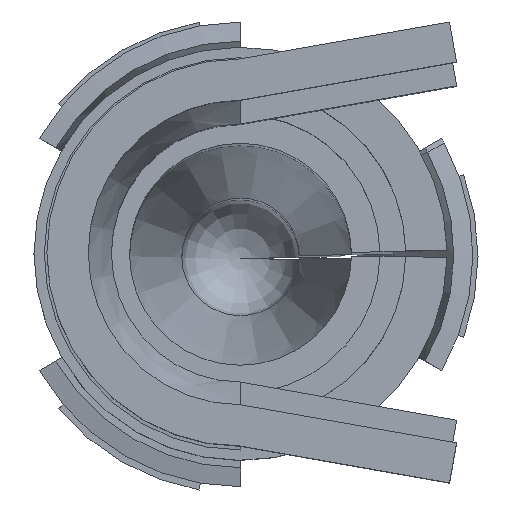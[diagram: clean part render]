
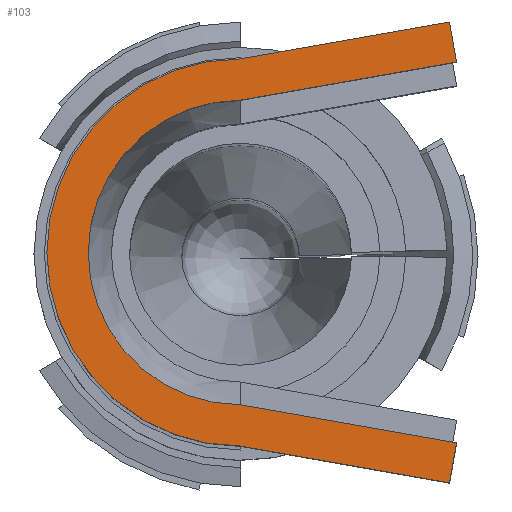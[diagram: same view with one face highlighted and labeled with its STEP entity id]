
A CAD part, top view. The second image highlights one B-rep face of the part: STEP entity #103.
In plain terms, the highlighted planar face has unit normal (0, 0, 1).
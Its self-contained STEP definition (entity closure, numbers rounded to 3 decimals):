
#35=AXIS2_PLACEMENT_3D('Plane Axis2P3D',#32,#33,#34) ;
#39=AXIS2_PLACEMENT_3D('Circle Axis2P3D',#37,#38,$) ;
#69=AXIS2_PLACEMENT_3D('Circle Axis2P3D',#67,#68,$) ;
#32=CARTESIAN_POINT('Axis2P3D Location',(1.6,3.312,27.2)) ;
#37=CARTESIAN_POINT('Axis2P3D Location',(1.6,1.812,27.2)) ;
#41=CARTESIAN_POINT('Vertex',(1.6,2.992,27.2)) ;
#43=CARTESIAN_POINT('Vertex',(1.6,0.632,27.2)) ;
#46=CARTESIAN_POINT('Line Origine',(2.437,3.14,27.2)) ;
#50=CARTESIAN_POINT('Vertex',(3.274,3.287,27.2)) ;
#53=CARTESIAN_POINT('Line Origine',(3.247,3.442,27.2)) ;
#57=CARTESIAN_POINT('Vertex',(3.219,3.598,27.2)) ;
#60=CARTESIAN_POINT('Line Origine',(2.41,3.455,27.2)) ;
#64=CARTESIAN_POINT('Vertex',(1.6,3.312,27.2)) ;
#67=CARTESIAN_POINT('Axis2P3D Location',(1.6,1.812,27.2)) ;
#71=CARTESIAN_POINT('Vertex',(1.6,0.312,27.2)) ;
#74=CARTESIAN_POINT('Line Origine',(2.41,0.169,27.2)) ;
#78=CARTESIAN_POINT('Vertex',(3.219,0.026,27.2)) ;
#81=CARTESIAN_POINT('Line Origine',(3.247,0.182,27.2)) ;
#85=CARTESIAN_POINT('Vertex',(3.274,0.337,27.2)) ;
#88=CARTESIAN_POINT('Line Origine',(2.437,0.484,27.2)) ;
#33=DIRECTION('Axis2P3D Direction',(0.,-0.,1.)) ;
#34=DIRECTION('Axis2P3D XDirection',(0.,1.,0.)) ;
#38=DIRECTION('Axis2P3D Direction',(0.,-0.,1.)) ;
#47=DIRECTION('Vector Direction',(0.985,0.174,0.)) ;
#54=DIRECTION('Vector Direction',(-0.174,0.985,0.)) ;
#61=DIRECTION('Vector Direction',(0.985,0.174,0.)) ;
#68=DIRECTION('Axis2P3D Direction',(0.,-0.,1.)) ;
#75=DIRECTION('Vector Direction',(0.985,-0.174,0.)) ;
#82=DIRECTION('Vector Direction',(-0.174,-0.985,0.)) ;
#89=DIRECTION('Vector Direction',(0.985,-0.174,0.)) ;
#48=VECTOR('Line Direction',#47,1.) ;
#55=VECTOR('Line Direction',#54,1.) ;
#62=VECTOR('Line Direction',#61,1.) ;
#76=VECTOR('Line Direction',#75,1.) ;
#83=VECTOR('Line Direction',#82,1.) ;
#90=VECTOR('Line Direction',#89,1.) ;
#94=ORIENTED_EDGE('',*,*,#45,.F.) ;
#95=ORIENTED_EDGE('',*,*,#52,.T.) ;
#96=ORIENTED_EDGE('',*,*,#59,.T.) ;
#97=ORIENTED_EDGE('',*,*,#66,.F.) ;
#98=ORIENTED_EDGE('',*,*,#73,.T.) ;
#99=ORIENTED_EDGE('',*,*,#80,.T.) ;
#100=ORIENTED_EDGE('',*,*,#87,.F.) ;
#101=ORIENTED_EDGE('',*,*,#92,.F.) ;
#103=ADVANCED_FACE('_CS 1.6E lang_NAUO1',(#102),#36,.T.) ;
#40=CIRCLE('generated circle',#39,1.18) ;
#70=CIRCLE('generated circle',#69,1.5) ;
#45=EDGE_CURVE('',#42,#44,#40,.T.) ;
#52=EDGE_CURVE('',#42,#51,#49,.T.) ;
#59=EDGE_CURVE('',#51,#58,#56,.T.) ;
#66=EDGE_CURVE('',#65,#58,#63,.T.) ;
#73=EDGE_CURVE('',#65,#72,#70,.T.) ;
#80=EDGE_CURVE('',#72,#79,#77,.T.) ;
#87=EDGE_CURVE('',#86,#79,#84,.T.) ;
#92=EDGE_CURVE('',#44,#86,#91,.T.) ;
#93=EDGE_LOOP('',(#94,#95,#96,#97,#98,#99,#100,#101)) ;
#102=FACE_OUTER_BOUND('',#93,.T.) ;
#49=LINE('Line',#46,#48) ;
#56=LINE('Line',#53,#55) ;
#63=LINE('Line',#60,#62) ;
#77=LINE('Line',#74,#76) ;
#84=LINE('Line',#81,#83) ;
#91=LINE('Line',#88,#90) ;
#36=PLANE('',#35) ;
#42=VERTEX_POINT('',#41) ;
#44=VERTEX_POINT('',#43) ;
#51=VERTEX_POINT('',#50) ;
#58=VERTEX_POINT('',#57) ;
#65=VERTEX_POINT('',#64) ;
#72=VERTEX_POINT('',#71) ;
#79=VERTEX_POINT('',#78) ;
#86=VERTEX_POINT('',#85) ;
